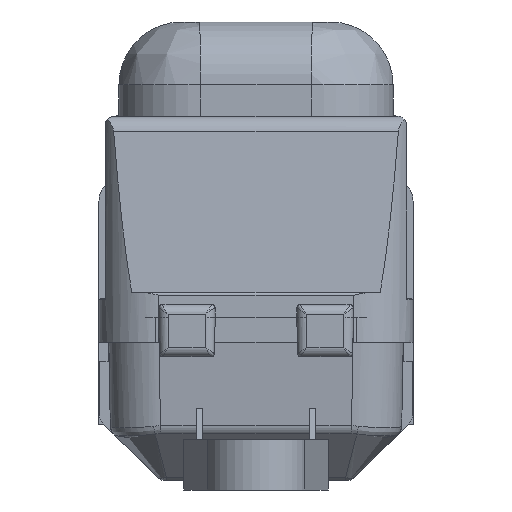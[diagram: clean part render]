
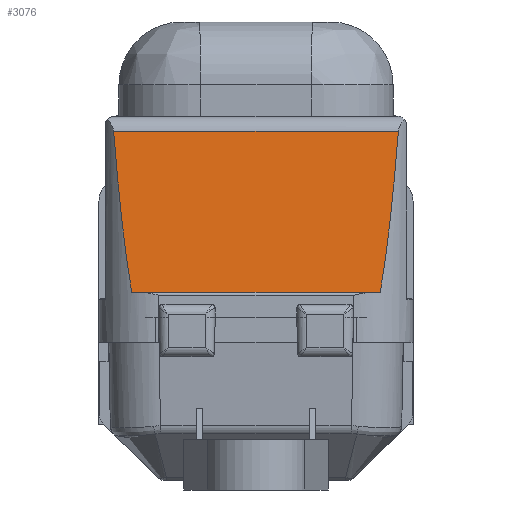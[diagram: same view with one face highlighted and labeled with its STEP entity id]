
A CAD part, left-side view. The second image highlights one B-rep face of the part: STEP entity #3076.
In plain terms, the highlighted planar face has unit normal (-0.996, 0, 0.087).
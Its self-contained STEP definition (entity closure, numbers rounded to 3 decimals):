
#3076 = ADVANCED_FACE( '', ( #6439 ), #6440, .T. );
#6439 = FACE_OUTER_BOUND( '', #11053, .T. );
#6440 = PLANE( '', #11054 );
#11053 = EDGE_LOOP( '', ( #22234, #22235, #22236, #22237 ) );
#11054 = AXIS2_PLACEMENT_3D( '', #22238, #22239, #22240 );
#22234 = ORIENTED_EDGE( '', *, *, #27190, .T. );
#22235 = ORIENTED_EDGE( '', *, *, #26967, .T. );
#22236 = ORIENTED_EDGE( '', *, *, #26584, .F. );
#22237 = ORIENTED_EDGE( '', *, *, #23914, .T. );
#22238 = CARTESIAN_POINT( '', ( -113.25, 41.5, 30. ) );
#22239 = DIRECTION( '', ( -0.996, 0., 0.087 ) );
#22240 = DIRECTION( '', ( 0., 1., 0. ) );
#23914 = EDGE_CURVE( '', #28140, #28158, #28160, .T. );
#26584 = EDGE_CURVE( '', #28140, #32451, #32454, .T. );
#26967 = EDGE_CURVE( '', #32946, #32451, #32947, .T. );
#27190 = EDGE_CURVE( '', #28158, #32946, #33221, .T. );
#28140 = VERTEX_POINT( '', #34417 );
#28158 = VERTEX_POINT( '', #34462 );
#28160 = ELLIPSE( '', #34464, 109., 9.5 );
#32451 = VERTEX_POINT( '', #42830 );
#32454 = LINE( '', #42841, #42842 );
#32946 = VERTEX_POINT( '', #43758 );
#32947 = ELLIPSE( '', #43759, 109., 9.5 );
#33221 = LINE( '', #44194, #44195 );
#34417 = CARTESIAN_POINT( '', ( -111.012, 22.66, 55.584 ) );
#34462 = CARTESIAN_POINT( '', ( -113.25, 19.778, 30. ) );
#34464 = AXIS2_PLACEMENT_3D( '', #45514, #45515, #45516 );
#42830 = CARTESIAN_POINT( '', ( -111.012, -22.66, 55.584 ) );
#42841 = CARTESIAN_POINT( '', ( -111.012, 41.5, 55.584 ) );
#42842 = VECTOR( '', #48357, 1000. );
#43758 = CARTESIAN_POINT( '', ( -113.25, -19.778, 30. ) );
#43759 = AXIS2_PLACEMENT_3D( '', #48687, #48688, #48689 );
#44194 = CARTESIAN_POINT( '', ( -113.25, 41.5, 30. ) );
#44195 = VECTOR( '', #48901, 1000. );
#45514 = CARTESIAN_POINT( '', ( -104.768, 15.5, 126.952 ) );
#45515 = DIRECTION( '', ( -0.996, 0., 0.087 ) );
#45516 = DIRECTION( '', ( -0.087, 0., -0.996 ) );
#48357 = DIRECTION( '', ( 0., -1., 0. ) );
#48687 = CARTESIAN_POINT( '', ( -104.768, -15.5, 126.952 ) );
#48688 = DIRECTION( '', ( -0.996, 0., 0.087 ) );
#48689 = DIRECTION( '', ( -0.087, 0., -0.996 ) );
#48901 = DIRECTION( '', ( 0., -1., 0. ) );
